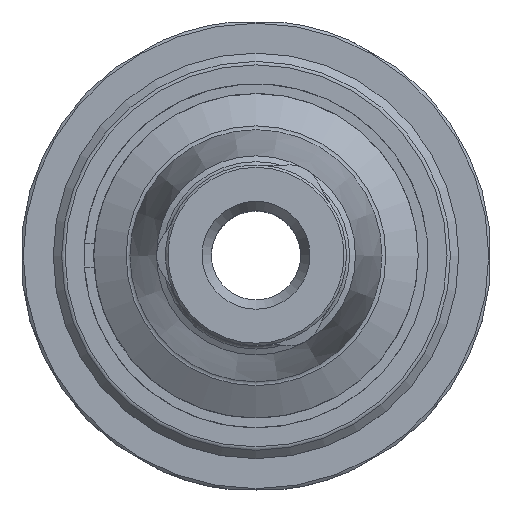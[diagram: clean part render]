
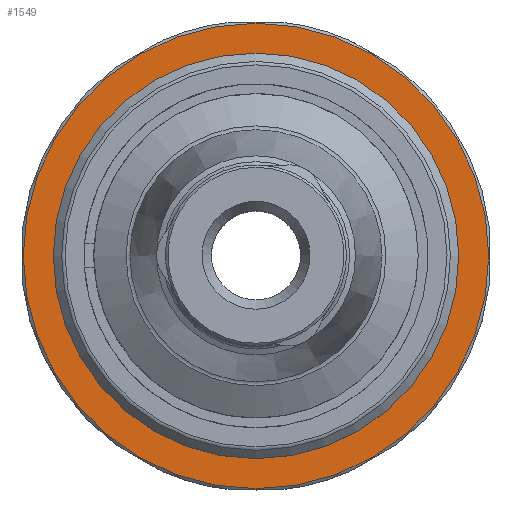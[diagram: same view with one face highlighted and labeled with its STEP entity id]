
A CAD part, top view. The second image highlights one B-rep face of the part: STEP entity #1549.
In plain terms, the highlighted planar face has unit normal (0, 0, 1).
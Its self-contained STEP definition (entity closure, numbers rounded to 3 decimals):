
#182=PLANE('',#1761);
#542=ORIENTED_EDGE('',*,*,#774,.F.);
#543=ORIENTED_EDGE('',*,*,#775,.T.);
#774=EDGE_CURVE('',#932,#932,#1039,.T.);
#775=EDGE_CURVE('',#933,#933,#1040,.T.);
#932=VERTEX_POINT('',#2790);
#933=VERTEX_POINT('',#2793);
#1039=CIRCLE('',#1760,28.7);
#1040=CIRCLE('',#1762,24.65);
#1198=EDGE_LOOP('',(#542));
#1199=EDGE_LOOP('',(#543));
#1382=FACE_BOUND('',#1198,.T.);
#1383=FACE_BOUND('',#1199,.T.);
#1549=ADVANCED_FACE('',(#1382,#1383),#182,.F.);
#1760=AXIS2_PLACEMENT_3D('',#2789,#2186,#2187);
#1761=AXIS2_PLACEMENT_3D('',#2791,#2188,#2189);
#1762=AXIS2_PLACEMENT_3D('',#2792,#2190,#2191);
#2186=DIRECTION('',(0.,0.,-1.));
#2187=DIRECTION('',(-1.,0.,0.));
#2188=DIRECTION('',(0.,0.,-1.));
#2189=DIRECTION('',(-1.,0.,0.));
#2190=DIRECTION('',(0.,0.,-1.));
#2191=DIRECTION('',(-1.,0.,0.));
#2789=CARTESIAN_POINT('',(0.,0.,-1.));
#2790=CARTESIAN_POINT('',(-28.7,0.,-1.));
#2791=CARTESIAN_POINT('',(-24.65,0.,-1.));
#2792=CARTESIAN_POINT('',(0.,0.,-1.));
#2793=CARTESIAN_POINT('',(-24.65,0.,-1.));
